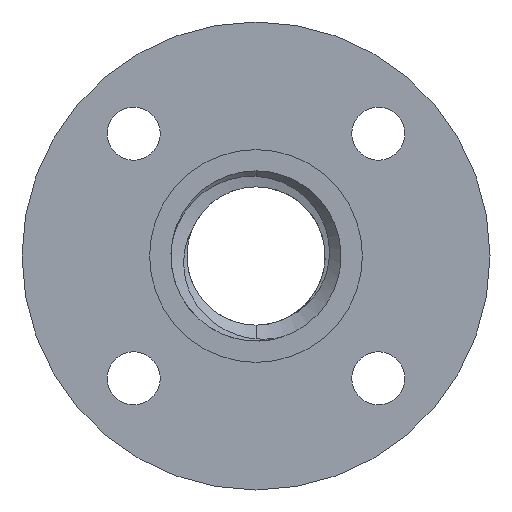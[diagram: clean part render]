
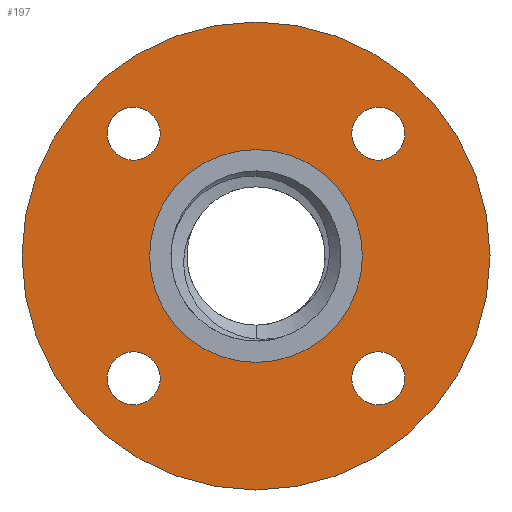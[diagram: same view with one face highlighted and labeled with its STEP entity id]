
A CAD part, front view. The second image highlights one B-rep face of the part: STEP entity #197.
In plain terms, the highlighted planar face has unit normal (0, -1, 0).
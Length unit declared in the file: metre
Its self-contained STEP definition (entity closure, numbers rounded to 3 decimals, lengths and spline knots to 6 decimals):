
#197=ADVANCED_FACE('0:54',(#394,#395,#396,#397,#398,#399),#400,.T.);
#394=FACE_BOUND('',#1235,.T.);
#395=FACE_BOUND('',#1236,.T.);
#396=FACE_BOUND('',#1237,.T.);
#397=FACE_BOUND('',#1238,.T.);
#398=FACE_BOUND('',#1239,.T.);
#399=FACE_OUTER_BOUND('',#1240,.T.);
#400=PLANE('',#1241);
#1235=EDGE_LOOP('',(#2385,#2386));
#1236=EDGE_LOOP('',(#2387,#2388));
#1237=EDGE_LOOP('',(#2389,#2390));
#1238=EDGE_LOOP('',(#2391,#2392));
#1239=EDGE_LOOP('',(#2393,#2394));
#1240=EDGE_LOOP('',(#2395,#2396));
#1241=AXIS2_PLACEMENT_3D('',#2397,#2398,#2399);
#2385=ORIENTED_EDGE('',*,*,#2637,.F.);
#2386=ORIENTED_EDGE('',*,*,#2452,.F.);
#2387=ORIENTED_EDGE('',*,*,#2626,.F.);
#2388=ORIENTED_EDGE('',*,*,#2574,.F.);
#2389=ORIENTED_EDGE('',*,*,#2622,.F.);
#2390=ORIENTED_EDGE('',*,*,#2566,.F.);
#2391=ORIENTED_EDGE('',*,*,#2640,.F.);
#2392=ORIENTED_EDGE('',*,*,#2619,.F.);
#2393=ORIENTED_EDGE('',*,*,#2578,.T.);
#2394=ORIENTED_EDGE('',*,*,#2602,.T.);
#2395=ORIENTED_EDGE('',*,*,#2498,.F.);
#2396=ORIENTED_EDGE('',*,*,#2509,.F.);
#2397=CARTESIAN_POINT('',(0.0,-0.00175,0.005));
#2398=DIRECTION('',(0.0,-1.0,0.0));
#2399=DIRECTION('',(0.0,0.0,-1.0));
#2452=EDGE_CURVE('',#2678,#2681,#2682,.T.);
#2498=EDGE_CURVE('',#2760,#2762,#2763,.T.);
#2509=EDGE_CURVE('',#2762,#2760,#2779,.T.);
#2566=EDGE_CURVE('',#2863,#2865,#2866,.T.);
#2574=EDGE_CURVE('',#2875,#2877,#2878,.T.);
#2578=EDGE_CURVE('',#2884,#2882,#2885,.T.);
#2602=EDGE_CURVE('',#2882,#2884,#2914,.T.);
#2619=EDGE_CURVE('',#2932,#2934,#2935,.T.);
#2622=EDGE_CURVE('',#2865,#2863,#2938,.T.);
#2626=EDGE_CURVE('',#2877,#2875,#2942,.T.);
#2637=EDGE_CURVE('',#2681,#2678,#2955,.T.);
#2640=EDGE_CURVE('',#2934,#2932,#2958,.T.);
#2678=VERTEX_POINT('',#3355);
#2681=VERTEX_POINT('',#3359);
#2682=CIRCLE('',#3360,0.00125);
#2760=VERTEX_POINT('',#4958);
#2762=VERTEX_POINT('',#4961);
#2763=CIRCLE('',#4962,0.011);
#2779=CIRCLE('',#5252,0.011);
#2863=VERTEX_POINT('',#9318);
#2865=VERTEX_POINT('',#9321);
#2866=CIRCLE('',#9322,0.00125);
#2875=VERTEX_POINT('',#9334);
#2877=VERTEX_POINT('',#9337);
#2878=CIRCLE('',#9338,0.00125);
#2882=VERTEX_POINT('',#9343);
#2884=VERTEX_POINT('',#9346);
#2885=CIRCLE('',#9347,0.005);
#2914=CIRCLE('',#9958,0.005);
#2932=VERTEX_POINT('',#10492);
#2934=VERTEX_POINT('',#10495);
#2935=CIRCLE('',#10496,0.00125);
#2938=CIRCLE('',#10500,0.00125);
#2942=CIRCLE('',#10505,0.00125);
#2955=CIRCLE('',#10881,0.00125);
#2958=CIRCLE('',#10884,0.00125);
#3355=CARTESIAN_POINT('',(-0.00575,-0.00175,-0.0045));
#3359=CARTESIAN_POINT('',(-0.00575,-0.00175,-0.007));
#3360=AXIS2_PLACEMENT_3D('',#11256,#11257,#11258);
#4958=CARTESIAN_POINT('',(0.0,-0.00175,0.011));
#4961=CARTESIAN_POINT('',(0.,-0.00175,-0.011));
#4962=AXIS2_PLACEMENT_3D('',#11308,#11309,#11310);
#5252=AXIS2_PLACEMENT_3D('',#11319,#11320,#11321);
#9318=CARTESIAN_POINT('',(-0.00575,-0.00175,0.007));
#9321=CARTESIAN_POINT('',(-0.00575,-0.00175,0.0045));
#9322=AXIS2_PLACEMENT_3D('',#11332,#11333,#11334);
#9334=CARTESIAN_POINT('',(0.00575,-0.00175,-0.0045));
#9337=CARTESIAN_POINT('',(0.00575,-0.00175,-0.007));
#9338=AXIS2_PLACEMENT_3D('',#11342,#11343,#11344);
#9343=CARTESIAN_POINT('',(0.,-0.00175,-0.005));
#9346=CARTESIAN_POINT('',(0.0,-0.00175,0.005));
#9347=AXIS2_PLACEMENT_3D('',#11347,#11348,#11349);
#9958=AXIS2_PLACEMENT_3D('',#11364,#11365,#11366);
#10492=CARTESIAN_POINT('',(0.00575,-0.00175,0.007));
#10495=CARTESIAN_POINT('',(0.00575,-0.00175,0.0045));
#10496=AXIS2_PLACEMENT_3D('',#11378,#11379,#11380);
#10500=AXIS2_PLACEMENT_3D('',#11382,#11383,#11384);
#10505=AXIS2_PLACEMENT_3D('',#11386,#11387,#11388);
#10881=AXIS2_PLACEMENT_3D('',#11391,#11392,#11393);
#10884=AXIS2_PLACEMENT_3D('',#11394,#11395,#11396);
#11256=CARTESIAN_POINT('',(-0.00575,-0.00175,-0.00575));
#11257=DIRECTION('',(0.0,-1.0,0.0));
#11258=DIRECTION('',(0.0,0.0,-1.0));
#11308=CARTESIAN_POINT('',(0.0,-0.00175,0.0));
#11309=DIRECTION('',(-0.0,1.0,0.0));
#11310=DIRECTION('',(0.0,0.0,1.0));
#11319=CARTESIAN_POINT('',(0.0,-0.00175,0.0));
#11320=DIRECTION('',(-0.0,1.0,0.0));
#11321=DIRECTION('',(0.0,0.0,1.0));
#11332=CARTESIAN_POINT('',(-0.00575,-0.00175,0.00575));
#11333=DIRECTION('',(0.0,-1.0,0.0));
#11334=DIRECTION('',(0.0,0.0,-1.0));
#11342=CARTESIAN_POINT('',(0.00575,-0.00175,-0.00575));
#11343=DIRECTION('',(0.0,-1.0,0.0));
#11344=DIRECTION('',(0.0,0.0,-1.0));
#11347=CARTESIAN_POINT('',(0.0,-0.00175,0.0));
#11348=DIRECTION('',(-0.0,1.0,0.0));
#11349=DIRECTION('',(0.0,0.0,1.0));
#11364=CARTESIAN_POINT('',(0.0,-0.00175,0.0));
#11365=DIRECTION('',(-0.0,1.0,0.0));
#11366=DIRECTION('',(0.0,0.0,1.0));
#11378=CARTESIAN_POINT('',(0.00575,-0.00175,0.00575));
#11379=DIRECTION('',(0.0,-1.0,0.0));
#11380=DIRECTION('',(0.0,0.0,-1.0));
#11382=CARTESIAN_POINT('',(-0.00575,-0.00175,0.00575));
#11383=DIRECTION('',(0.0,-1.0,0.0));
#11384=DIRECTION('',(0.0,0.0,-1.0));
#11386=CARTESIAN_POINT('',(0.00575,-0.00175,-0.00575));
#11387=DIRECTION('',(0.0,-1.0,0.0));
#11388=DIRECTION('',(0.0,0.0,-1.0));
#11391=CARTESIAN_POINT('',(-0.00575,-0.00175,-0.00575));
#11392=DIRECTION('',(0.0,-1.0,0.0));
#11393=DIRECTION('',(0.0,0.0,-1.0));
#11394=CARTESIAN_POINT('',(0.00575,-0.00175,0.00575));
#11395=DIRECTION('',(0.0,-1.0,0.0));
#11396=DIRECTION('',(0.0,0.0,-1.0));
